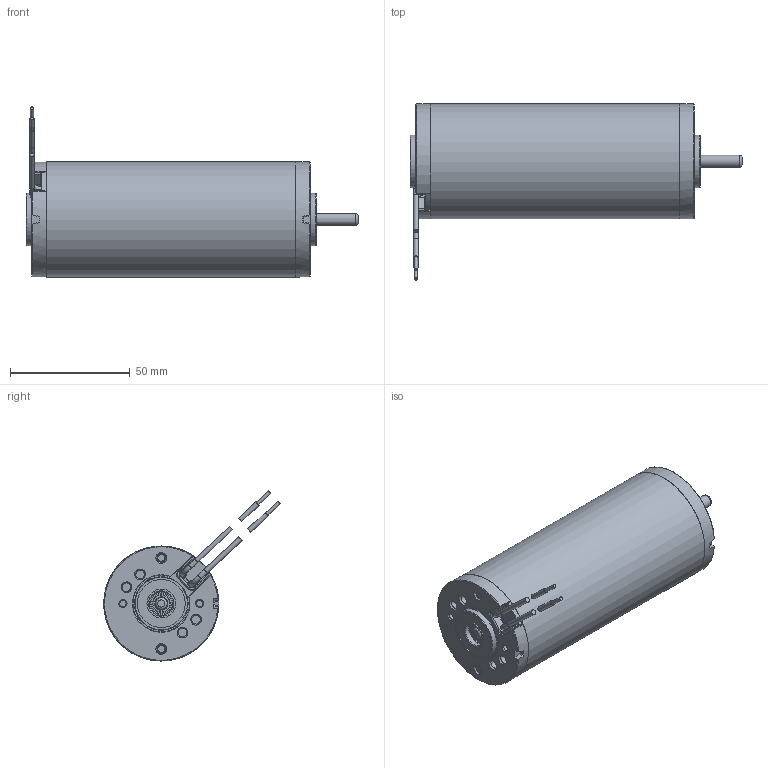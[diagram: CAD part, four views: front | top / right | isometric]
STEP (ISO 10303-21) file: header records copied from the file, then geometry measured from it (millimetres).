
FILE_DESCRIPTION(/* description */ (''),/* implementation_level */ '2;1');
FILE_NAME(/* name */ 'M48x50.stp',/* time_stamp */ '2014-01-31T09:42:42+01:00',/* author */ ('KÃ¤hlig'),/* organization */ ('KÃ¤hlig Antriebstechnik GmbH'),/* preprocessor_version */ 'ST-DEVELOPER v11',/* originating_system */ 'SIEMENS UGS NX 6.0',/* authorisation */ 'Weitergabe an dritte nicht zulÃ¤ssig');
FILE_SCHEMA (('AUTOMOTIVE_DESIGN { 1 0 10303 214 1 1 1 1 }'));
Length unit declared in the file: millimetre
Products named in the file (1): Schi95FF9bnu
Bounding box: 138.5 x 73.63 x 70.94 mm (x, y, z)
Volume: 71364.3 mm3; surface area: 58304.2 mm2
Topology: 24 solids, 24 shells, 1307 faces, 3128 edges, 1941 vertices
Faces by surface type: plane 482, cylinder 450, torus 158, cone 97, bspline 49, sphere 41, extrusion 30
Full cylindrical faces by diameter (mm): 0.5 x2, 1.2 x4, 1.4 x2, 1.5 x1, 2 x14, 2.5 x6, 2.7 x2, 3 x2, 3.3 x6, 3.4 x2, 3.6 x6, 3.838 x2, 4 x4, 4.3 x2, 5 x3, 7 x2, 7.05 x4, 7.2 x2, 7.507 x4, 9.54 x4, 10 x2, 11.46 x4, 12 x2, 12.517 x4, 13.2 x2, 16 x4, 16.5 x1, 18.4 x1, 19 x1, 20 x2
Entity records: 44752 total; most frequent: CARTESIAN_POINT 15837, DIRECTION 5963, ORIENTED_EDGE 5572, EDGE_CURVE 2786, AXIS2_PLACEMENT_3D 2428, VERTEX_POINT 1878, EDGE_LOOP 1706, ADVANCED_FACE 1307
